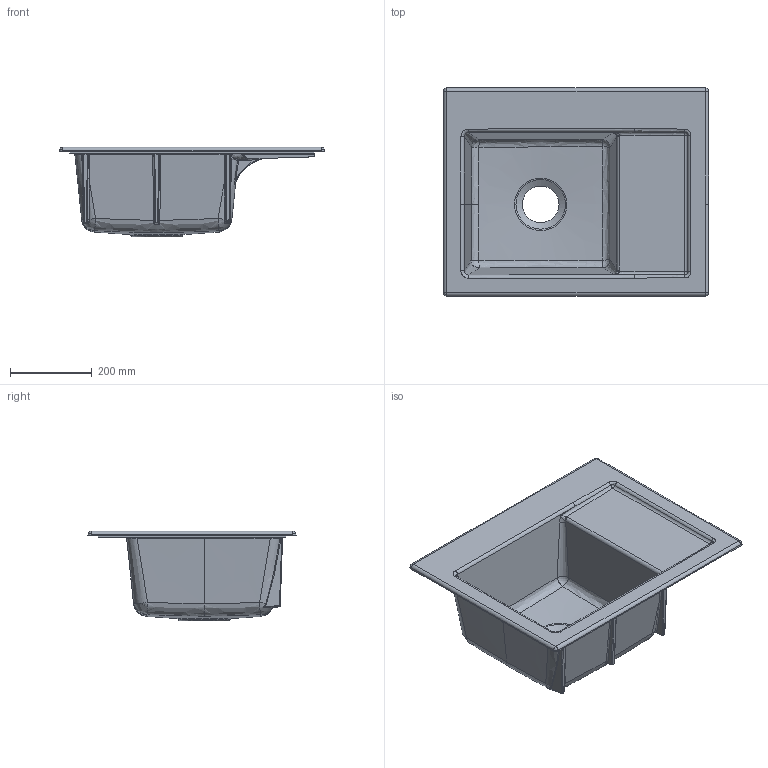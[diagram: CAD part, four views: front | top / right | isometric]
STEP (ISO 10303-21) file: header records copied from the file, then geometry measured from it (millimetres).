
FILE_DESCRIPTION(/* description */ (''),/* implementation_level */ '2;1');
FILE_NAME(/* name */ 'Spuele_3312_Subway_Einbauspuele_45.stp',/* time_stamp */ '2019-02-27T08:10:53+01:00',/* author */ (''),/* organization */ (''),/* preprocessor_version */ 'ST-DEVELOPER v16',/* originating_system */ 'SIEMENS PLM Software NX 10.0',/* authorisation */ '');
FILE_SCHEMA (('AUTOMOTIVE_DESIGN { 1 0 10303 214 3 1 1 1 }'));
Length unit declared in the file: millimetre
Products named in the file (1): Sier2248772Cklqq
Bounding box: 650.28 x 510.1 x 220 mm (x, y, z)
Volume: 7745418.9 mm3; surface area: 1143768.6 mm2
Topology: 1 solids, 1 shells, 261 faces, 633 edges, 348 vertices
Faces by surface type: bspline 136, cylinder 52, plane 37, sphere 24, cone 9, torus 3
Full cylindrical faces by diameter (mm): 90 x1
Entity records: 17396 total; most frequent: CARTESIAN_POINT 12684, ORIENTED_EDGE 1188, DIRECTION 656, EDGE_CURVE 594, VERTEX_POINT 343, B_SPLINE_CURVE_WITH_KNOTS 340, AXIS2_PLACEMENT_3D 289, EDGE_LOOP 271
